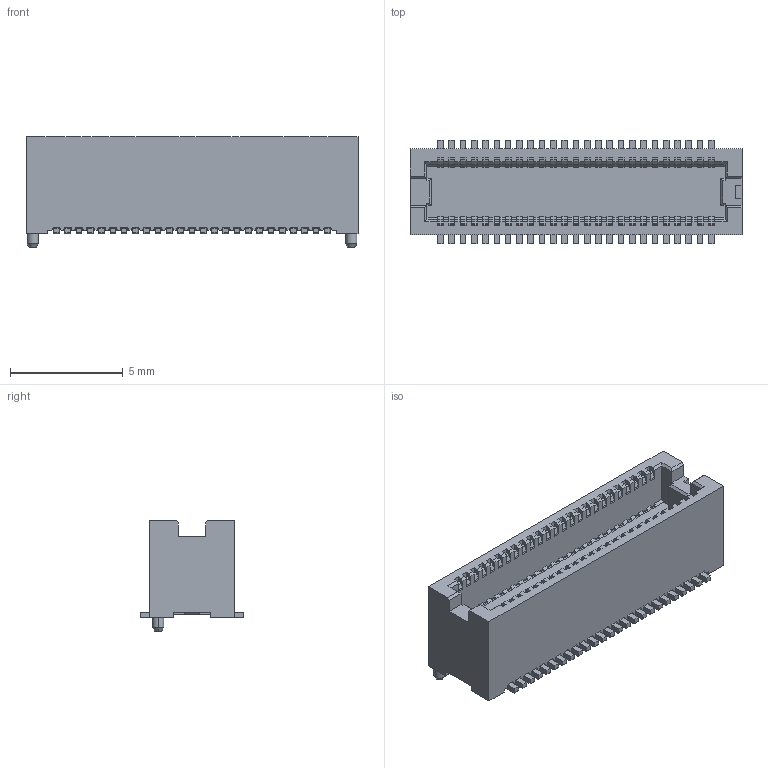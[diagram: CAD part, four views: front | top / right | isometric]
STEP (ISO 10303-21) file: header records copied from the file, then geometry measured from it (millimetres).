
FILE_DESCRIPTION(('Creo Elements/Direct Modeling STEP Export'),'2;1');
FILE_NAME('DF12D(5.0)-50DP.stp','2015-08-07T13:05:14',(''),(''),'Creo Elements/Direct Modeling STEP processor for AP214 (Solid Model)','Creo Elements/Direct Modeling 18.1E 22-Nov-2013 (C) Parametric Technology GmbH','');
FILE_SCHEMA(('AUTOMOTIVE_DESIGN { 1 0 10303 214 1 1 1 1 }'));
Products named in the file (1): DF12D(5.0)-50DP
Bounding box: 14.7 x 4.6 x 4.9 mm (x, y, z)
Volume: 162.7 mm3; surface area: 733.6 mm2
Topology: 1 solids, 1 shells, 2082 faces, 6110 edges, 4032 vertices
Faces by surface type: plane 1724, cylinder 354, cone 4
Entity records: 68206 total; most frequent: ORIENTED_EDGE 12220, CARTESIAN_POINT 12219, DIRECTION 10976, EDGE_CURVE 6110, VECTOR 5398, LINE 5398, VERTEX_POINT 4032, AXIS2_PLACEMENT_3D 2789
